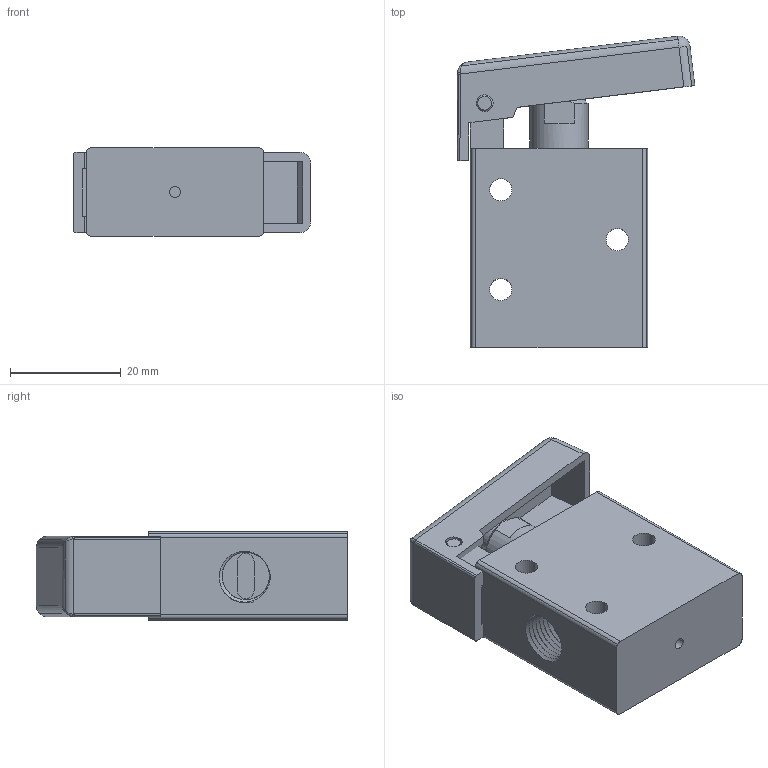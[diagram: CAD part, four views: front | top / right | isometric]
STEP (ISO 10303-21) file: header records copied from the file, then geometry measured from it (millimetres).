
FILE_DESCRIPTION((''),'2;1');
FILE_NAME('05_142_4.stp','2002-11-23T21:57:57',('Branislav Petkovic'),('AZ Pneumatica'),'AutoCAD STEP 2000i','AutoCAD 2000i','Via J. F. Kennedy, 26, 20020 Misinto (MI), ITALY');
FILE_SCHEMA(('CONFIG_CONTROL_DESIGN'));
Length unit declared in the file: millimetre
Products named in the file (8): 05_142_4; 431MR TELO; PART1; PIPAK 431; PART1AA; PLASTICNA POLUGA CRVENA; PART1A; OSOVINA
Assembly tree (7 placements, depth 4):
  05_142_4
    431MR TELO
      PART1
      PIPAK 431
        PART1AA
    PLASTICNA POLUGA CRVENA
      PART1A
      OSOVINA
Bounding box: 42.87 x 56.19 x 16 mm (x, y, z)
Surface area: 11332.9 mm2 (no closed solid volume)
Topology: 0 solids, 4 shells, 194 faces, 499 edges, 321 vertices
Faces by surface type: cylinder 112, plane 58, cone 12, bspline 10, sphere 2
Entity records: 14331 total; most frequent: CARTESIAN_POINT 9525, ORIENTED_EDGE 990, DIRECTION 925, EDGE_CURVE 495, AXIS2_PLACEMENT_3D 348, VERTEX_POINT 321, VECTOR 229, LINE 229
